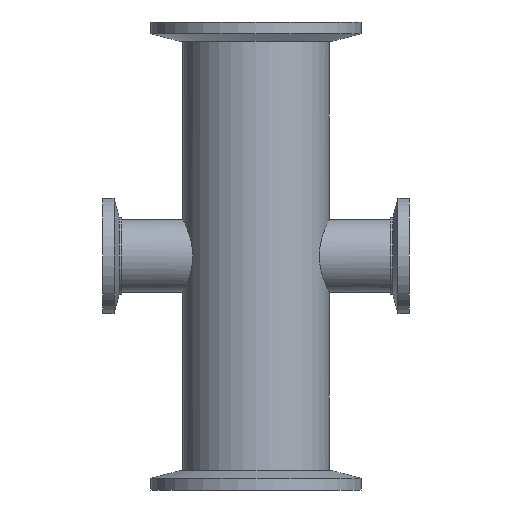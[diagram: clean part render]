
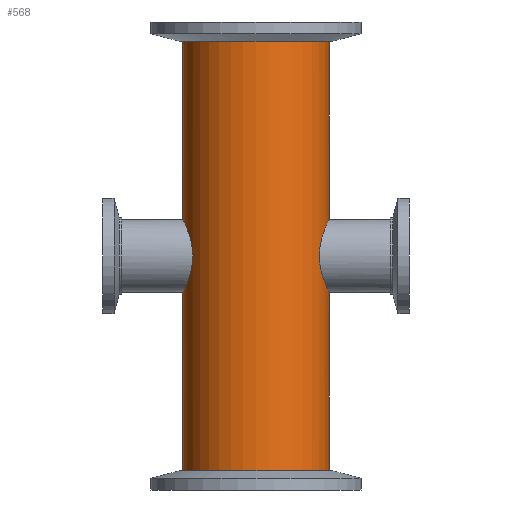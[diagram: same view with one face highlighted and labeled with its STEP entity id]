
A CAD part, front view. The second image highlights one B-rep face of the part: STEP entity #568.
In plain terms, the highlighted cylindrical face has radius 19.05 mm (diameter 38.1 mm), a full revolution.
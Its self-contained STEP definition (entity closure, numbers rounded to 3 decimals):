
#69=FACE_BOUND('',#160,.T.);
#84=CIRCLE('',#690,19.05);
#85=CIRCLE('',#691,19.05);
#129=FACE_OUTER_BOUND('',#159,.T.);
#159=EDGE_LOOP('',(#418,#419,#420,#421,#422,#423,#424,#425,#426));
#160=EDGE_LOOP('',(#427,#428));
#202=LINE('',#1134,#221);
#203=LINE('',#1136,#222);
#221=VECTOR('',#789,19.05);
#222=VECTOR('',#790,19.05);
#236=B_SPLINE_CURVE_WITH_KNOTS('',3,(#961,#962,#963,#964,#965,#966,#967,
#968,#969,#970),.UNSPECIFIED.,.F.,.F.,(4,2,2,2,4),(1.461,1.825,
2.19,2.555,2.921),.UNSPECIFIED.);
#237=B_SPLINE_CURVE_WITH_KNOTS('',3,(#972,#973,#974,#975,#976,#977,#978,
#979,#980,#981,#982,#983,#984,#985,#986,#987,#988,#989,#990),
 .UNSPECIFIED.,.F.,.F.,(4,2,2,2,3,2,2,2,4),(4.382,4.746,
5.111,5.476,5.842,6.208,6.573,
6.938,7.303),.UNSPECIFIED.);
#238=B_SPLINE_CURVE_WITH_KNOTS('',3,(#991,#992,#993,#994,#995,#996,#997,
#998,#999,#1000),.UNSPECIFIED.,.F.,.F.,(4,2,2,2,4),(2.921,3.287,
3.652,4.017,4.382),.UNSPECIFIED.);
#245=B_SPLINE_CURVE_WITH_KNOTS('',3,(#1088,#1089,#1090,#1091,#1092,#1093,
#1094,#1095,#1096,#1097,#1098,#1099,#1100,#1101,#1102,#1103,#1104,#1105),
 .UNSPECIFIED.,.F.,.F.,(4,2,2,2,2,2,2,2,4),(0.,0.366,0.731,
1.096,1.461,1.825,2.19,2.555,
2.921),.UNSPECIFIED.);
#246=B_SPLINE_CURVE_WITH_KNOTS('',3,(#1106,#1107,#1108,#1109,#1110,#1111,
#1112,#1113,#1114,#1115,#1116,#1117,#1118,#1119,#1120,#1121,#1122,#1123),
 .UNSPECIFIED.,.F.,.F.,(4,2,2,2,2,2,2,2,4),(2.921,3.287,
3.652,4.017,4.382,4.746,5.111,
5.476,5.842),.UNSPECIFIED.);
#252=VERTEX_POINT('',#959);
#253=VERTEX_POINT('',#960);
#254=VERTEX_POINT('',#971);
#261=VERTEX_POINT('',#1085);
#262=VERTEX_POINT('',#1087);
#265=VERTEX_POINT('',#1132);
#266=VERTEX_POINT('',#1135);
#312=EDGE_CURVE('',#252,#253,#236,.T.);
#313=EDGE_CURVE('',#254,#252,#237,.T.);
#314=EDGE_CURVE('',#253,#254,#238,.T.);
#323=EDGE_CURVE('',#262,#261,#245,.T.);
#324=EDGE_CURVE('',#261,#262,#246,.T.);
#329=EDGE_CURVE('',#265,#265,#84,.T.);
#330=EDGE_CURVE('',#265,#252,#202,.T.);
#331=EDGE_CURVE('',#254,#266,#203,.T.);
#332=EDGE_CURVE('',#266,#266,#85,.T.);
#418=ORIENTED_EDGE('',*,*,#329,.F.);
#419=ORIENTED_EDGE('',*,*,#330,.T.);
#420=ORIENTED_EDGE('',*,*,#312,.T.);
#421=ORIENTED_EDGE('',*,*,#314,.T.);
#422=ORIENTED_EDGE('',*,*,#331,.T.);
#423=ORIENTED_EDGE('',*,*,#332,.F.);
#424=ORIENTED_EDGE('',*,*,#331,.F.);
#425=ORIENTED_EDGE('',*,*,#313,.T.);
#426=ORIENTED_EDGE('',*,*,#330,.F.);
#427=ORIENTED_EDGE('',*,*,#323,.T.);
#428=ORIENTED_EDGE('',*,*,#324,.T.);
#552=CYLINDRICAL_SURFACE('',#689,19.05);
#568=ADVANCED_FACE('',(#129,#69),#552,.T.);
#689=AXIS2_PLACEMENT_3D('',#1131,#785,#786);
#690=AXIS2_PLACEMENT_3D('',#1133,#787,#788);
#691=AXIS2_PLACEMENT_3D('',#1137,#791,#792);
#785=DIRECTION('center_axis',(0.,0.,1.));
#786=DIRECTION('ref_axis',(-1.,0.,0.));
#787=DIRECTION('center_axis',(0.,0.,1.));
#788=DIRECTION('ref_axis',(-1.,0.,0.));
#789=DIRECTION('',(0.,0.,-1.));
#790=DIRECTION('',(0.,0.,-1.));
#791=DIRECTION('center_axis',(0.,0.,-1.));
#792=DIRECTION('ref_axis',(-1.,0.,0.));
#959=CARTESIAN_POINT('',(19.05,0.,66.7));
#960=CARTESIAN_POINT('',(16.512,9.5,57.2));
#961=CARTESIAN_POINT('Ctrl Pts',(19.05,0.,66.7));
#962=CARTESIAN_POINT('Ctrl Pts',(19.05,1.215,66.7));
#963=CARTESIAN_POINT('Ctrl Pts',(18.923,2.498,66.453));
#964=CARTESIAN_POINT('Ctrl Pts',(18.465,4.833,65.476));
#965=CARTESIAN_POINT('Ctrl Pts',(18.139,5.887,64.748));
#966=CARTESIAN_POINT('Ctrl Pts',(17.513,7.55,63.085));
#967=CARTESIAN_POINT('Ctrl Pts',(17.167,8.277,62.031));
#968=CARTESIAN_POINT('Ctrl Pts',(16.661,9.252,59.7));
#969=CARTESIAN_POINT('Ctrl Pts',(16.512,9.5,58.419));
#970=CARTESIAN_POINT('Ctrl Pts',(16.512,9.5,57.2));
#971=CARTESIAN_POINT('',(19.05,0.,47.7));
#972=CARTESIAN_POINT('Ctrl Pts',(19.05,0.,47.7));
#973=CARTESIAN_POINT('Ctrl Pts',(19.05,-1.215,47.7));
#974=CARTESIAN_POINT('Ctrl Pts',(18.923,-2.498,47.947));
#975=CARTESIAN_POINT('Ctrl Pts',(18.465,-4.833,48.924));
#976=CARTESIAN_POINT('Ctrl Pts',(18.139,-5.887,49.652));
#977=CARTESIAN_POINT('Ctrl Pts',(17.513,-7.55,51.315));
#978=CARTESIAN_POINT('Ctrl Pts',(17.167,-8.277,52.369));
#979=CARTESIAN_POINT('Ctrl Pts',(16.661,-9.252,54.7));
#980=CARTESIAN_POINT('Ctrl Pts',(16.512,-9.5,55.981));
#981=CARTESIAN_POINT('Ctrl Pts',(16.512,-9.5,57.2));
#982=CARTESIAN_POINT('Ctrl Pts',(16.512,-9.5,58.419));
#983=CARTESIAN_POINT('Ctrl Pts',(16.661,-9.252,59.7));
#984=CARTESIAN_POINT('Ctrl Pts',(17.167,-8.277,62.031));
#985=CARTESIAN_POINT('Ctrl Pts',(17.513,-7.55,63.085));
#986=CARTESIAN_POINT('Ctrl Pts',(18.139,-5.887,64.748));
#987=CARTESIAN_POINT('Ctrl Pts',(18.465,-4.833,65.476));
#988=CARTESIAN_POINT('Ctrl Pts',(18.923,-2.498,66.453));
#989=CARTESIAN_POINT('Ctrl Pts',(19.05,-1.215,66.7));
#990=CARTESIAN_POINT('Ctrl Pts',(19.05,0.,66.7));
#991=CARTESIAN_POINT('Ctrl Pts',(16.512,9.5,57.2));
#992=CARTESIAN_POINT('Ctrl Pts',(16.512,9.5,55.981));
#993=CARTESIAN_POINT('Ctrl Pts',(16.661,9.252,54.7));
#994=CARTESIAN_POINT('Ctrl Pts',(17.167,8.277,52.369));
#995=CARTESIAN_POINT('Ctrl Pts',(17.513,7.55,51.315));
#996=CARTESIAN_POINT('Ctrl Pts',(18.139,5.887,49.652));
#997=CARTESIAN_POINT('Ctrl Pts',(18.465,4.833,48.924));
#998=CARTESIAN_POINT('Ctrl Pts',(18.923,2.498,47.947));
#999=CARTESIAN_POINT('Ctrl Pts',(19.05,1.215,47.7));
#1000=CARTESIAN_POINT('Ctrl Pts',(19.05,0.,47.7));
#1085=CARTESIAN_POINT('',(-16.512,9.5,57.2));
#1087=CARTESIAN_POINT('',(-16.512,-9.5,57.2));
#1088=CARTESIAN_POINT('Ctrl Pts',(-16.512,-9.5,57.2));
#1089=CARTESIAN_POINT('Ctrl Pts',(-16.512,-9.5,55.981));
#1090=CARTESIAN_POINT('Ctrl Pts',(-16.661,-9.252,54.7));
#1091=CARTESIAN_POINT('Ctrl Pts',(-17.167,-8.277,52.369));
#1092=CARTESIAN_POINT('Ctrl Pts',(-17.513,-7.55,51.315));
#1093=CARTESIAN_POINT('Ctrl Pts',(-18.139,-5.887,49.652));
#1094=CARTESIAN_POINT('Ctrl Pts',(-18.465,-4.833,48.924));
#1095=CARTESIAN_POINT('Ctrl Pts',(-18.923,-2.498,47.947));
#1096=CARTESIAN_POINT('Ctrl Pts',(-19.05,-1.215,47.7));
#1097=CARTESIAN_POINT('Ctrl Pts',(-19.05,1.215,47.7));
#1098=CARTESIAN_POINT('Ctrl Pts',(-18.923,2.498,47.947));
#1099=CARTESIAN_POINT('Ctrl Pts',(-18.465,4.833,48.924));
#1100=CARTESIAN_POINT('Ctrl Pts',(-18.139,5.887,49.652));
#1101=CARTESIAN_POINT('Ctrl Pts',(-17.513,7.55,51.315));
#1102=CARTESIAN_POINT('Ctrl Pts',(-17.167,8.277,52.369));
#1103=CARTESIAN_POINT('Ctrl Pts',(-16.661,9.252,54.7));
#1104=CARTESIAN_POINT('Ctrl Pts',(-16.512,9.5,55.981));
#1105=CARTESIAN_POINT('Ctrl Pts',(-16.512,9.5,57.2));
#1106=CARTESIAN_POINT('Ctrl Pts',(-16.512,9.5,57.2));
#1107=CARTESIAN_POINT('Ctrl Pts',(-16.512,9.5,58.419));
#1108=CARTESIAN_POINT('Ctrl Pts',(-16.661,9.252,59.7));
#1109=CARTESIAN_POINT('Ctrl Pts',(-17.167,8.277,62.031));
#1110=CARTESIAN_POINT('Ctrl Pts',(-17.513,7.55,63.085));
#1111=CARTESIAN_POINT('Ctrl Pts',(-18.139,5.887,64.748));
#1112=CARTESIAN_POINT('Ctrl Pts',(-18.465,4.833,65.476));
#1113=CARTESIAN_POINT('Ctrl Pts',(-18.923,2.498,66.453));
#1114=CARTESIAN_POINT('Ctrl Pts',(-19.05,1.215,66.7));
#1115=CARTESIAN_POINT('Ctrl Pts',(-19.05,-1.215,66.7));
#1116=CARTESIAN_POINT('Ctrl Pts',(-18.923,-2.498,66.453));
#1117=CARTESIAN_POINT('Ctrl Pts',(-18.465,-4.833,65.476));
#1118=CARTESIAN_POINT('Ctrl Pts',(-18.139,-5.887,64.748));
#1119=CARTESIAN_POINT('Ctrl Pts',(-17.513,-7.55,63.085));
#1120=CARTESIAN_POINT('Ctrl Pts',(-17.167,-8.277,62.031));
#1121=CARTESIAN_POINT('Ctrl Pts',(-16.661,-9.252,59.7));
#1122=CARTESIAN_POINT('Ctrl Pts',(-16.512,-9.5,58.419));
#1123=CARTESIAN_POINT('Ctrl Pts',(-16.512,-9.5,57.2));
#1131=CARTESIAN_POINT('Origin',(0.,0.,0.));
#1132=CARTESIAN_POINT('',(19.05,0.,114.4));
#1133=CARTESIAN_POINT('Origin',(0.,0.,114.4));
#1134=CARTESIAN_POINT('',(19.05,0.,0.));
#1135=CARTESIAN_POINT('',(19.05,0.,0.));
#1136=CARTESIAN_POINT('',(19.05,0.,0.));
#1137=CARTESIAN_POINT('Origin',(0.,0.,0.));
